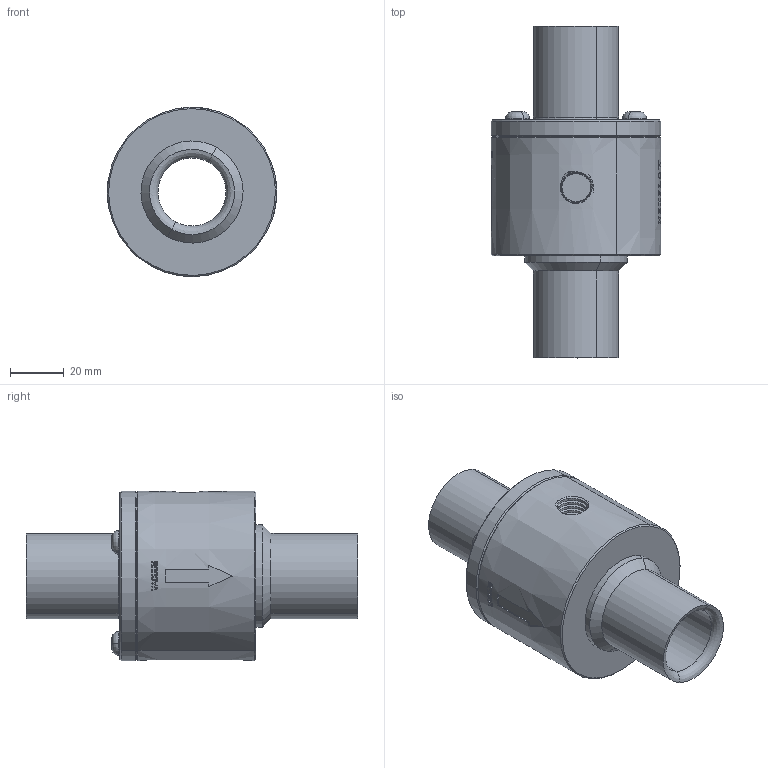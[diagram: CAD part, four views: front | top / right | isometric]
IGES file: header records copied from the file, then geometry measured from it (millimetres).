
Start section: START RECORD GO HERE.
Global section: file name: 30002-HTS_Mod.igs; native system: DASSAULT SYSTEMES CATIA V5 R20 - www.3ds.com; preprocessor: CATIA Version 5 Release 20 ; author: DESIGNENG; organization: DESIGNENG; date: 20150507.140005; units: millimetre
Bounding box: 63.19 x 123.8 x 63.19 mm (x, y, z)
Volume: 151037.4 mm3; surface area: 33682.8 mm2
Topology: 1 solids, 1 shells, 736 faces, 2042 edges, 1347 vertices
Faces by surface type: plane 343, extrusion 296, revolution 63, bspline 34
